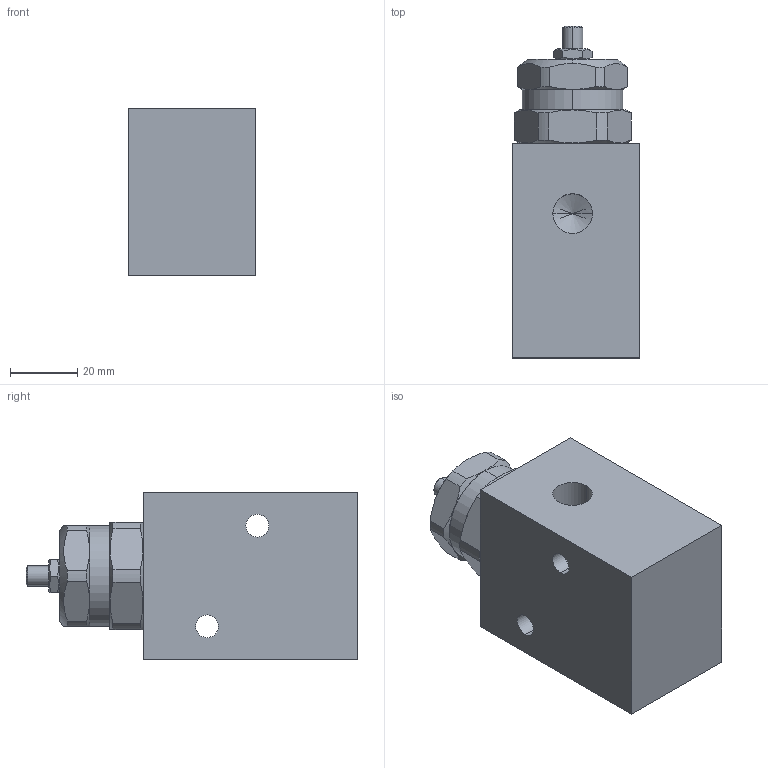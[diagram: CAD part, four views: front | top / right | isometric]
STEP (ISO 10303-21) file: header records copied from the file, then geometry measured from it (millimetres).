
FILE_DESCRIPTION (( 'STEP AP203' ), '1' );
FILE_NAME ('VEF-LT.STEP', '2018-12-11T10:47:40', ( '微软用户' ), ( '微软中国' ), 'SwSTEP 2.0', 'SolidWorks 2012', '' );
FILE_SCHEMA (( 'CONFIG_CONTROL_DESIGN' ));
Length unit declared in the file: millimetre
Products named in the file (1): VEF-LT
Bounding box: 38 x 99 x 50 mm (x, y, z)
Volume: 136589 mm3; surface area: 20187.7 mm2
Topology: 1 solids, 1 shells, 71 faces, 186 edges, 120 vertices
Faces by surface type: plane 29, cylinder 24, cone 18
Entity records: 2539 total; most frequent: CARTESIAN_POINT 758, ORIENTED_EDGE 364, DIRECTION 340, EDGE_CURVE 182, AXIS2_PLACEMENT_3D 134, VERTEX_POINT 120, EDGE_LOOP 82, LINE 72
